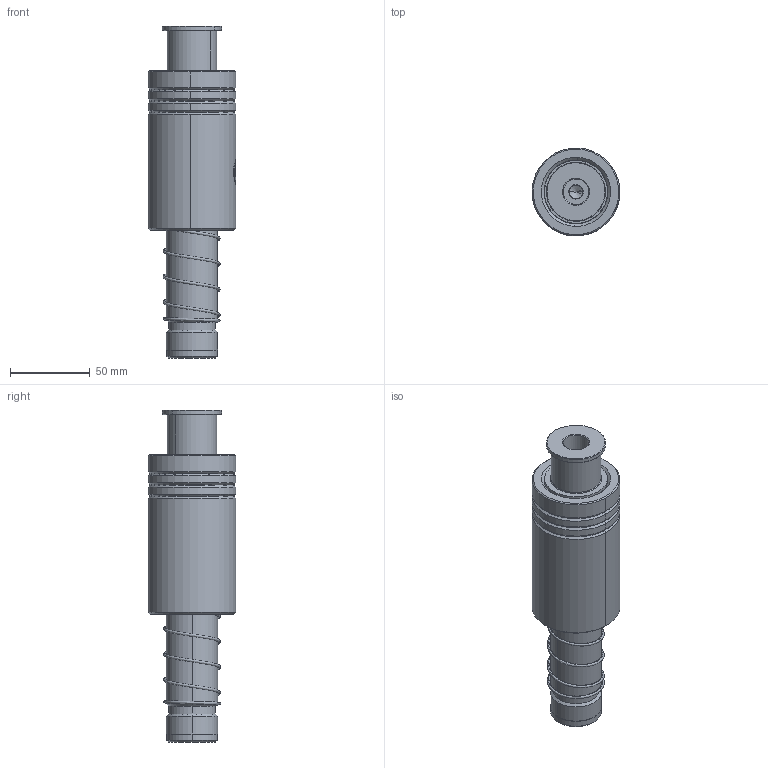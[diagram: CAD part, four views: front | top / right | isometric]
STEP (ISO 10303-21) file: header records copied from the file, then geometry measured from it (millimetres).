
FILE_DESCRIPTION (( 'STEP AP214' ), '1' );
FILE_NAME ('EKS EKJ-D32-L180(BL-100).STEP', '2021-09-26T07:17:41', ( '' ), ( '' ), 'SwSTEP 2.0', 'SolidWorks 2016', '' );
FILE_SCHEMA (( 'AUTOMOTIVE_DESIGN' ));
Length unit declared in the file: millimetre
Products named in the file (223): BALL-D4; BJ-D39.5-32.5-L90; HWP-D35.7-d32.5-L60; EKS EKJ-D32-L180(BL-100); TBB-D55-d40-L100; BJ BS-39.5-32.5-L90郪蚾; GTK-D37-d31; MGK-D32-L180
Assembly tree (217 placements, depth 3):
  BALL-D4
  BALL-D4
  BALL-D4
  BALL-D4
  BALL-D4
Bounding box: 54.98 x 54.95 x 208 mm (x, y, z)
Volume: 306416.4 mm3; surface area: 101539.7 mm2
Topology: 213 solids, 213 shells, 965 faces, 4073 edges, 2699 vertices
Faces by surface type: sphere 832, cone 42, cylinder 38, plane 21, torus 18, bspline 14
Entity records: 45006 total; most frequent: CARTESIAN_POINT 22603, ORIENTED_EDGE 3140, DIRECTION 2752, EDGE_CURVE 1570, AXIS2_PLACEMENT_3D 1324, VERTEX_POINT 1023, EDGE_LOOP 965, B_SPLINE_CURVE_WITH_KNOTS 905
